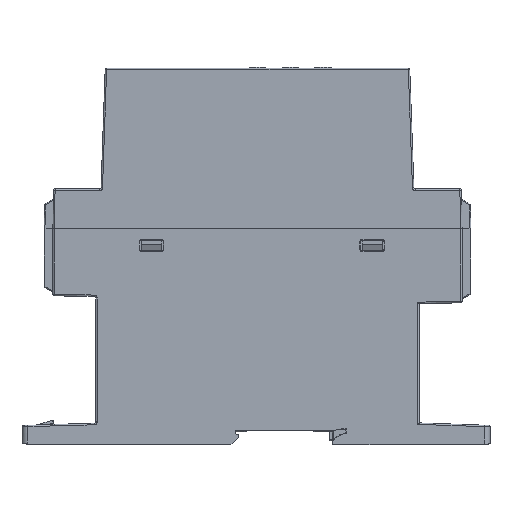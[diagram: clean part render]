
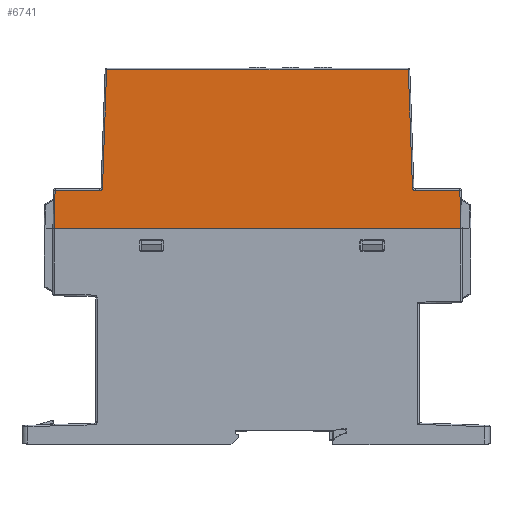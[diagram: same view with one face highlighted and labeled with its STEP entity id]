
A CAD part, left-side view. The second image highlights one B-rep face of the part: STEP entity #6741.
In plain terms, the highlighted planar face has unit normal (-1, 0, 0).
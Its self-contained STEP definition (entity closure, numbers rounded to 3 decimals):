
#6741=ADVANCED_FACE('',(#9865),#7811,.F.);
#7811=PLANE('',#56603);
#9865=FACE_OUTER_BOUND('',#12314,.T.);
#12314=EDGE_LOOP('',(#34481,#34482,#34483,#34484,#34485,#34486,#34487,#34488,
#34489,#34490));
#16463=LINE('',#90559,#21483);
#16888=LINE('',#93484,#21908);
#17259=LINE('',#95661,#22288);
#17260=LINE('',#95666,#22289);
#17261=LINE('',#95671,#22290);
#17262=LINE('',#95679,#22291);
#17264=LINE('',#95687,#22293);
#17304=LINE('',#95802,#22333);
#21483=VECTOR('',#68725,1.);
#21908=VECTOR('',#69644,1.);
#22288=VECTOR('',#70632,1.);
#22289=VECTOR('',#70639,1.);
#22290=VECTOR('',#70646,1.);
#22291=VECTOR('',#70657,1.);
#22293=VECTOR('',#70665,1.);
#22333=VECTOR('',#70783,1.);
#34481=ORIENTED_EDGE('',*,*,#49356,.T.);
#34482=ORIENTED_EDGE('',*,*,#48178,.F.);
#34483=ORIENTED_EDGE('',*,*,#49359,.T.);
#34484=ORIENTED_EDGE('',*,*,#49362,.T.);
#34485=ORIENTED_EDGE('',*,*,#49363,.F.);
#34486=ORIENTED_EDGE('',*,*,#49366,.T.);
#34487=ORIENTED_EDGE('',*,*,#49370,.T.);
#34488=ORIENTED_EDGE('',*,*,#49425,.T.);
#34489=ORIENTED_EDGE('',*,*,#49489,.F.);
#34490=ORIENTED_EDGE('',*,*,#48778,.T.);
#40225=VERTEX_POINT('',#90560);
#40226=VERTEX_POINT('',#90561);
#40701=VERTEX_POINT('',#93483);
#40702=VERTEX_POINT('',#93485);
#41115=VERTEX_POINT('',#95665);
#41116=VERTEX_POINT('',#95670);
#41117=VERTEX_POINT('',#95674);
#41118=VERTEX_POINT('',#95678);
#41121=VERTEX_POINT('',#95686);
#41157=VERTEX_POINT('',#95801);
#48178=EDGE_CURVE('',#40225,#40226,#16463,.T.);
#48778=EDGE_CURVE('',#40702,#40701,#16888,.T.);
#49356=EDGE_CURVE('',#40701,#40226,#17259,.T.);
#49359=EDGE_CURVE('',#40225,#41115,#17260,.T.);
#49362=EDGE_CURVE('',#41115,#41116,#17261,.T.);
#49363=EDGE_CURVE('',#41117,#41116,#51890,.T.);
#49366=EDGE_CURVE('',#41117,#41118,#17262,.T.);
#49370=EDGE_CURVE('',#41118,#41121,#17264,.T.);
#49425=EDGE_CURVE('',#41121,#41157,#17304,.T.);
#49489=EDGE_CURVE('',#40702,#41157,#51925,.T.);
#51890=CIRCLE('',#56534,1.);
#51925=CIRCLE('',#56601,1.);
#56534=AXIS2_PLACEMENT_3D('',#95673,#70649,#70650);
#56601=AXIS2_PLACEMENT_3D('',#95955,#70871,#70872);
#56603=AXIS2_PLACEMENT_3D('',#95957,#70875,#70876);
#68725=DIRECTION('',(0.,1.,0.));
#69644=DIRECTION('',(0.,1.,0.));
#70632=DIRECTION('',(0.,0.017,-1.));
#70639=DIRECTION('',(0.,0.017,1.));
#70646=DIRECTION('',(0.,1.,0.));
#70649=DIRECTION('',(-1.,0.,0.));
#70650=DIRECTION('',(0.,0.,1.));
#70657=DIRECTION('',(0.,0.035,0.999));
#70665=DIRECTION('',(0.,1.,0.));
#70783=DIRECTION('',(0.,0.035,-0.999));
#70871=DIRECTION('',(-1.,0.,0.));
#70872=DIRECTION('',(0.,0.,1.));
#70875=DIRECTION('',(1.,0.,0.));
#70876=DIRECTION('',(0.,0.,1.));
#90559=CARTESIAN_POINT('',(39.206,173.635,78.5));
#90560=CARTESIAN_POINT('',(39.206,94.641,78.5));
#90561=CARTESIAN_POINT('',(39.206,232.629,78.5));
#93483=CARTESIAN_POINT('',(39.206,232.402,91.477));
#93484=CARTESIAN_POINT('',(39.206,232.41,91.477));
#93485=CARTESIAN_POINT('',(39.206,217.282,91.477));
#95661=CARTESIAN_POINT('',(39.206,232.707,73.99));
#95665=CARTESIAN_POINT('',(39.206,94.868,91.477));
#95666=CARTESIAN_POINT('',(39.206,94.867,91.421));
#95670=CARTESIAN_POINT('',(39.206,109.988,91.477));
#95671=CARTESIAN_POINT('',(39.206,110.488,91.477));
#95673=CARTESIAN_POINT('',(39.206,109.988,92.477));
#95674=CARTESIAN_POINT('',(39.206,110.987,92.442));
#95678=CARTESIAN_POINT('',(39.206,112.386,132.5));
#95679=CARTESIAN_POINT('',(39.206,112.403,132.983));
#95686=CARTESIAN_POINT('',(39.206,214.884,132.5));
#95687=CARTESIAN_POINT('',(39.206,215.367,132.5));
#95801=CARTESIAN_POINT('',(39.206,216.283,92.442));
#95802=CARTESIAN_POINT('',(39.206,216.3,91.959));
#95955=CARTESIAN_POINT('',(39.206,217.282,92.477));
#95957=CARTESIAN_POINT('',(39.206,173.635,98.));
